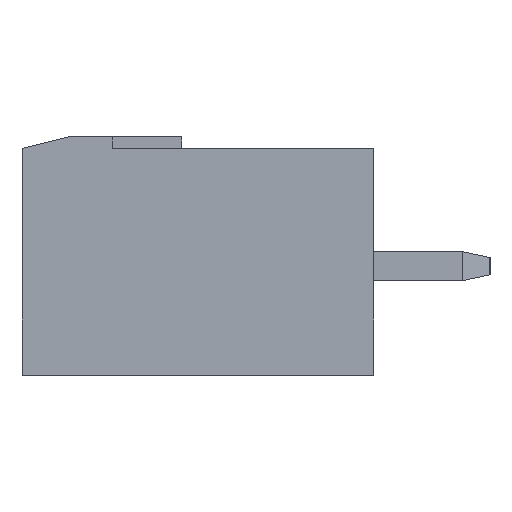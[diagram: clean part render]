
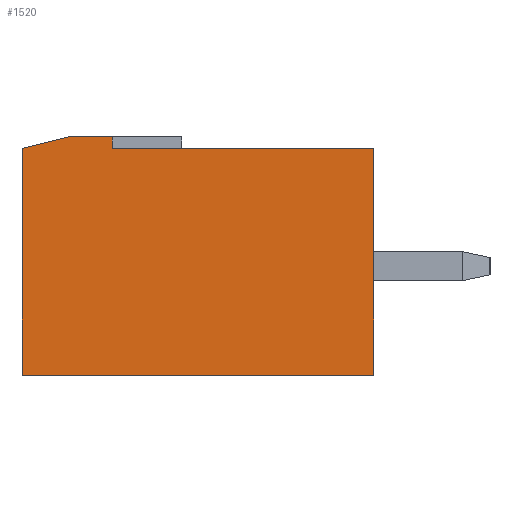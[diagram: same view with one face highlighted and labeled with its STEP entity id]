
A CAD part, left-side view. The second image highlights one B-rep face of the part: STEP entity #1520.
In plain terms, the highlighted planar face has unit normal (-1, 0, 0).
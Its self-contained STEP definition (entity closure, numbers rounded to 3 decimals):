
#389 = EDGE_CURVE ( 'NONE', #23969, #24688, #1673, .T. ) ;
#1520 = ADVANCED_FACE ( 'NONE', ( #12648 ), #9099, .T. ) ;
#1673 = LINE ( 'NONE', #28945, #39081 ) ;
#3184 = CARTESIAN_POINT ( 'NONE',  ( -4.3, 10.5, 8.2 ) ) ;
#3279 = VECTOR ( 'NONE', #31315, 1000. ) ;
#3296 = EDGE_CURVE ( 'NONE', #38261, #23969, #6716, .T. ) ;
#3930 = ORIENTED_EDGE ( 'NONE', *, *, #6230, .T. ) ;
#4068 = CARTESIAN_POINT ( 'NONE',  ( -4.3, 9., 8.2 ) ) ;
#5867 = CARTESIAN_POINT ( 'NONE',  ( -4.3, 9., 7.8 ) ) ;
#6230 = EDGE_CURVE ( 'NONE', #14582, #42917, #34387, .T. ) ;
#6716 = LINE ( 'NONE', #16985, #19499 ) ;
#9099 = PLANE ( 'NONE',  #28573 ) ;
#9429 = DIRECTION ( 'NONE',  ( 0., 0., 1. ) ) ;
#10886 = VECTOR ( 'NONE', #30374, 1000. ) ;
#11448 = VERTEX_POINT ( 'NONE', #19286 ) ;
#12648 = FACE_OUTER_BOUND ( 'NONE', #16402, .T. ) ;
#13631 = DIRECTION ( 'NONE',  ( 0., 1., 0. ) ) ;
#14078 = CARTESIAN_POINT ( 'NONE',  ( -4.3, 9., 7.8 ) ) ;
#14582 = VERTEX_POINT ( 'NONE', #37824 ) ;
#16402 = EDGE_LOOP ( 'NONE', ( #27438, #27309, #3930, #33725, #16693, #39899, #36593 ) ) ;
#16693 = ORIENTED_EDGE ( 'NONE', *, *, #3296, .T. ) ;
#16816 = LINE ( 'NONE', #30612, #10886 ) ;
#16985 = CARTESIAN_POINT ( 'NONE',  ( -4.3, 9., 8.2 ) ) ;
#17570 = CARTESIAN_POINT ( 'NONE',  ( -4.3, 12.1, 7.8 ) ) ;
#18521 = DIRECTION ( 'NONE',  ( 0., 0., 1. ) ) ;
#19163 = DIRECTION ( 'NONE',  ( 0., 0., 1. ) ) ;
#19286 = CARTESIAN_POINT ( 'NONE',  ( -4.3, 0., 0. ) ) ;
#19499 = VECTOR ( 'NONE', #13631, 1000. ) ;
#21382 = CARTESIAN_POINT ( 'NONE',  ( -4.3, 12.1, 0. ) ) ;
#21824 = VECTOR ( 'NONE', #9429, 1000. ) ;
#22766 = VECTOR ( 'NONE', #18521, 1000. ) ;
#22946 = EDGE_CURVE ( 'NONE', #11448, #14582, #16816, .T. ) ;
#23130 = LINE ( 'NONE', #40409, #26726 ) ;
#23969 = VERTEX_POINT ( 'NONE', #3184 ) ;
#24412 = CARTESIAN_POINT ( 'NONE',  ( -4.3, 12.1, 0. ) ) ;
#24688 = VERTEX_POINT ( 'NONE', #17570 ) ;
#25793 = DIRECTION ( 'NONE',  ( -1., 0., 0. ) ) ;
#26662 = DIRECTION ( 'NONE',  ( 0., 1., 0. ) ) ;
#26726 = VECTOR ( 'NONE', #26662, 1000. ) ;
#27309 = ORIENTED_EDGE ( 'NONE', *, *, #22946, .T. ) ;
#27438 = ORIENTED_EDGE ( 'NONE', *, *, #33751, .F. ) ;
#28573 = AXIS2_PLACEMENT_3D ( 'NONE', #35961, #25793, #19163 ) ;
#28945 = CARTESIAN_POINT ( 'NONE',  ( -4.3, 10.5, 8.2 ) ) ;
#30374 = DIRECTION ( 'NONE',  ( 0., 0., 1. ) ) ;
#30612 = CARTESIAN_POINT ( 'NONE',  ( -4.3, 0., 0. ) ) ;
#30968 = VERTEX_POINT ( 'NONE', #24412 ) ;
#31315 = DIRECTION ( 'NONE',  ( 0., 1., 0. ) ) ;
#33725 = ORIENTED_EDGE ( 'NONE', *, *, #35250, .T. ) ;
#33751 = EDGE_CURVE ( 'NONE', #11448, #30968, #23130, .T. ) ;
#34387 = LINE ( 'NONE', #40813, #3279 ) ;
#35250 = EDGE_CURVE ( 'NONE', #42917, #38261, #36276, .T. ) ;
#35961 = CARTESIAN_POINT ( 'NONE',  ( -4.3, -8.907, 0. ) ) ;
#36276 = LINE ( 'NONE', #5867, #21824 ) ;
#36593 = ORIENTED_EDGE ( 'NONE', *, *, #43334, .F. ) ;
#37824 = CARTESIAN_POINT ( 'NONE',  ( -4.3, 0., 7.8 ) ) ;
#38261 = VERTEX_POINT ( 'NONE', #4068 ) ;
#39081 = VECTOR ( 'NONE', #39132, 1000. ) ;
#39132 = DIRECTION ( 'NONE',  ( 0., 0.97, -0.243 ) ) ;
#39899 = ORIENTED_EDGE ( 'NONE', *, *, #389, .T. ) ;
#40409 = CARTESIAN_POINT ( 'NONE',  ( -4.3, -8.907, 0. ) ) ;
#40813 = CARTESIAN_POINT ( 'NONE',  ( -4.3, -8.907, 7.8 ) ) ;
#41568 = LINE ( 'NONE', #21382, #22766 ) ;
#42917 = VERTEX_POINT ( 'NONE', #14078 ) ;
#43334 = EDGE_CURVE ( 'NONE', #30968, #24688, #41568, .T. ) ;
